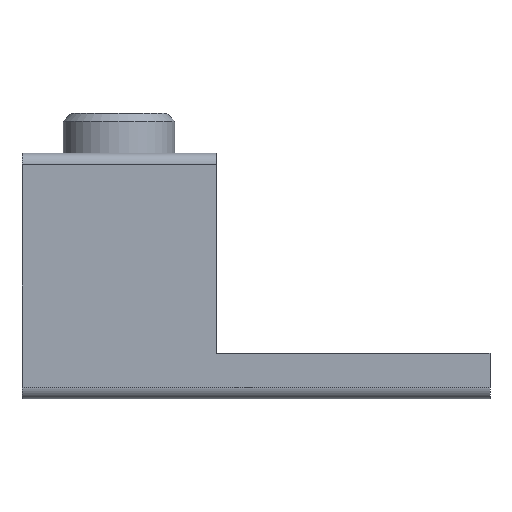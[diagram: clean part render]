
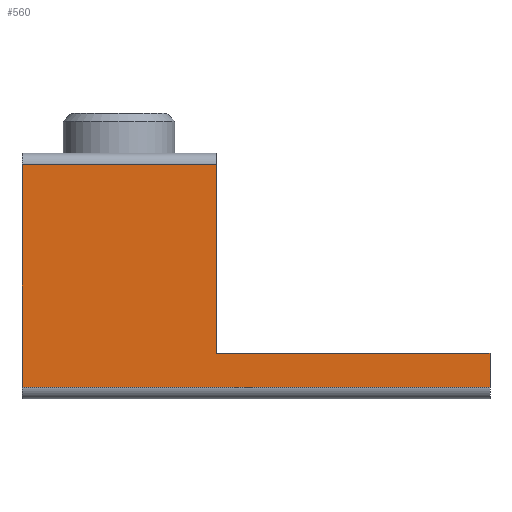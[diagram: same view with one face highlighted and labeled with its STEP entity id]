
A CAD part, front view. The second image highlights one B-rep face of the part: STEP entity #560.
In plain terms, the highlighted planar face has unit normal (0, -1, 0).
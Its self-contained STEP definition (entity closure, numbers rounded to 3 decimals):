
#10=CARTESIAN_POINT('',(17.5,-6.813,16.292));
#20=DIRECTION('',(0.,-1.,0.));
#30=DIRECTION('',(1.,0.,0.));
#40=AXIS2_PLACEMENT_3D('',#10,#20,#30);
#50=PLANE('',#40);
#60=CARTESIAN_POINT('',(0.,-6.813,16.5));
#70=DIRECTION('',(-1.,0.,0.));
#80=VECTOR('',#70,1.);
#90=LINE('',#60,#80);
#100=CARTESIAN_POINT('',(20.5,-6.813,16.5));
#110=VERTEX_POINT('',#100);
#120=CARTESIAN_POINT('',(-3.5,-6.813,16.5));
#130=VERTEX_POINT('',#120);
#140=EDGE_CURVE('',#110,#130,#90,.T.);
#150=ORIENTED_EDGE('',*,*,#140,.T.);
#160=CARTESIAN_POINT('',(20.5,-6.813,33.));
#170=DIRECTION('',(0.,0.,-1.));
#180=VECTOR('',#170,19.5);
#190=LINE('',#160,#180);
#200=CARTESIAN_POINT('',(20.5,-6.813,13.5));
#210=VERTEX_POINT('',#200);
#220=EDGE_CURVE('',#110,#210,#190,.T.);
#230=ORIENTED_EDGE('',*,*,#220,.F.);
#240=CARTESIAN_POINT('',(17.5,-6.813,13.5));
#250=DIRECTION('',(-1.,0.,0.));
#260=VECTOR('',#250,35.);
#270=LINE('',#240,#260);
#280=CARTESIAN_POINT('',(-20.5,-6.813,13.5));
#290=VERTEX_POINT('',#280);
#300=EDGE_CURVE('',#210,#290,#270,.T.);
#310=ORIENTED_EDGE('',*,*,#300,.F.);
#320=CARTESIAN_POINT('',(-20.5,-6.813,33.));
#330=DIRECTION('',(0.,0.,-1.));
#340=VECTOR('',#330,19.5);
#350=LINE('',#320,#340);
#360=CARTESIAN_POINT('',(-20.5,-6.813,33.));
#370=VERTEX_POINT('',#360);
#380=EDGE_CURVE('',#370,#290,#350,.T.);
#390=ORIENTED_EDGE('',*,*,#380,.T.);
#400=CARTESIAN_POINT('',(-17.5,-6.813,33.));
#410=DIRECTION('',(1.,0.,0.));
#420=VECTOR('',#410,35.);
#430=LINE('',#400,#420);
#440=CARTESIAN_POINT('',(-3.5,-6.813,33.));
#450=VERTEX_POINT('',#440);
#460=EDGE_CURVE('',#370,#450,#430,.T.);
#470=ORIENTED_EDGE('',*,*,#460,.F.);
#480=CARTESIAN_POINT('',(-3.5,-6.813,0.));
#490=DIRECTION('',(0.,0.,1.));
#500=VECTOR('',#490,1.);
#510=LINE('',#480,#500);
#520=EDGE_CURVE('',#130,#450,#510,.T.);
#530=ORIENTED_EDGE('',*,*,#520,.T.);
#540=EDGE_LOOP('',(#530,#470,#390,#310,#230,#150));
#550=FACE_OUTER_BOUND('',#540,.T.);
#560=ADVANCED_FACE('',(#550),#50,.T.);
